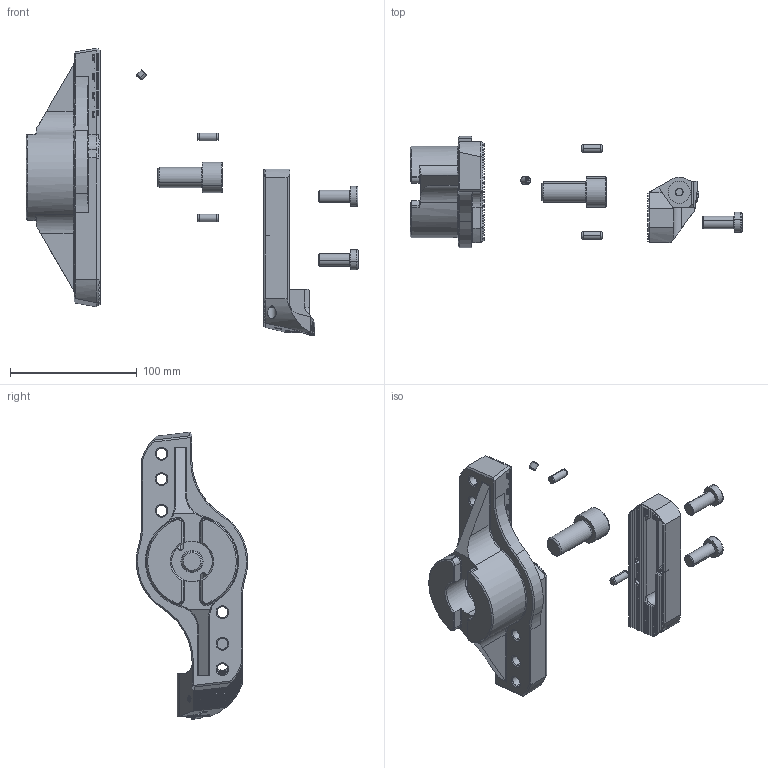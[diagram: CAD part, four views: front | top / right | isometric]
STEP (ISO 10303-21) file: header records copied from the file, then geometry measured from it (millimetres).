
FILE_DESCRIPTION (( 'STEP AP214' ), '1' );
FILE_NAME ('D32_F02.219.098.STEP', '2024-08-30T11:22:18', ( '' ), ( '' ), 'SwSTEP 2.0', 'SolidWorks 2022', '' );
FILE_SCHEMA (( 'AUTOMOTIVE_DESIGN' ));
Length unit declared in the file: millimetre
Products named in the file (24): DIN 3771 - 11x1; D32-ER1.002.035_A; ISO 8734 - 6 x 16_PreviewCfg; D32_F02.219.098; CCMT060204; DIN 7984 - M10 x 25; ISO 4028 - M5 x 8; ISO 4026 - M6 x 60_Gekürzt auf 55mm; EH1-WCA.016.024-Komplett_Eingefahren; ISO 4026 - M6 x 6; D32-Z00.219.098_A_für F02; EH1-BG1.016.010_A; WCA-ER2.001.005_A; ISO 2338 - 2 h8 x 8; F02-WCA.B11.050; DIN 3771 - 13x2; KVT_MB_600_050; F02-WCA.B11.050_A; EH1-WCA.016.024_A_fertigbearbeitet; EH1-BG1.013.034_A; BN 1375 - ø16xø8.2x0.4_vorgespannt; EH1-WCA.016.024; KVT_MB_600_060; DIN 5401-03
Assembly tree (40 placements, depth 5):
  D32_F02.219.098
    D32-Z00.219.098_A_für F02
    DIN 7984 - M10 x 25  x2
    D32-ER1.002.035_A
    ISO 8734 - 6 x 16_PreviewCfg  x2
    F02-WCA.B11.050
      F02-WCA.B11.050_A
      EH1-WCA.016.024-Komplett_Eingefahren
        EH1-WCA.016.024
          EH1-WCA.016.024_A_fertigbearbeitet
          CCMT060204
          DIN 3771 - 13x2
          WCA-ER2.001.005_A
        DIN 3771 - 11x1
        BN 1375 - ø16xø8.2x0.4_vorgespannt  x6
        EH1-BG1.013.034_A
        DIN 5401-03  x10
        EH1-BG1.016.010_A
      ISO 4028 - M5 x 8
      ISO 4026 - M6 x 6
      KVT_MB_600_050
      KVT_MB_600_060
      ISO 4026 - M6 x 60_Gekürzt auf 55mm
      ISO 2338 - 2 h8 x 8
    ISO 4026 - M6 x 6
Bounding box: 262 x 87.96 x 227.05 mm (x, y, z)
Volume: 425092.9 mm3; surface area: 101588.3 mm2
Topology: 39 solids, 39 shells, 2934 faces, 8656 edges, 5897 vertices
Faces by surface type: plane 1683, cylinder 435, cone 352, bspline 350, torus 88, sphere 26
Entity records: 143041 total; most frequent: CARTESIAN_POINT 51343, ORIENTED_EDGE 16740, DIRECTION 11913, EDGE_CURVE 8370, VERTEX_POINT 5742, LINE 4757, VECTOR 4757, AXIS2_PLACEMENT_3D 3578
